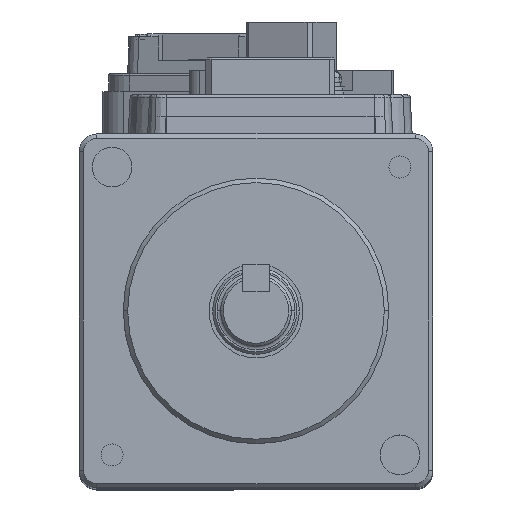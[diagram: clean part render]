
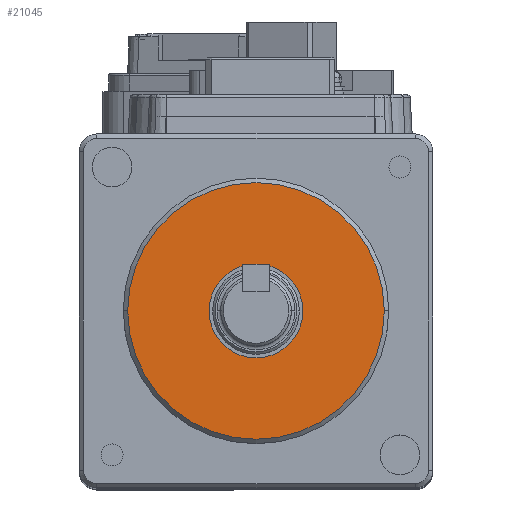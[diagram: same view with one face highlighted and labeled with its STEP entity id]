
A CAD part, top view. The second image highlights one B-rep face of the part: STEP entity #21045.
In plain terms, the highlighted planar face has unit normal (0, 0, 1).
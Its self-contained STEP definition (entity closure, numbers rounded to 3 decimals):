
#11297 = CIRCLE ( 'NONE', #11333, 5.3 ) ;
#11314 = CIRCLE ( 'NONE', #11339, 5.3 ) ;
#11333 = AXIS2_PLACEMENT_3D ( 'NONE', #14523, #14490, #14482 ) ;
#11339 = AXIS2_PLACEMENT_3D ( 'NONE', #14528, #14537, #14538 ) ;
#11368 = AXIS2_PLACEMENT_3D ( 'NONE', #13665, #13661, #13686 ) ;
#11392 = CIRCLE ( 'NONE', #11368, 14.5 ) ;
#11402 = CIRCLE ( 'NONE', #11403, 14.5 ) ;
#11403 = AXIS2_PLACEMENT_3D ( 'NONE', #13612, #13630, #13625 ) ;
#13612 = CARTESIAN_POINT ( 'NONE',  ( 0., 0., 36. ) ) ;
#13625 = DIRECTION ( 'NONE',  ( 1., 0., 0. ) ) ;
#13630 = DIRECTION ( 'NONE',  ( 0., 0., 1. ) ) ;
#13661 = DIRECTION ( 'NONE',  ( 0., 0., 1. ) ) ;
#13665 = CARTESIAN_POINT ( 'NONE',  ( 0., 0., 36. ) ) ;
#13686 = DIRECTION ( 'NONE',  ( 1., 0., 0. ) ) ;
#14482 = DIRECTION ( 'NONE',  ( 1., 0., 0. ) ) ;
#14490 = DIRECTION ( 'NONE',  ( 0., 0., 1. ) ) ;
#14523 = CARTESIAN_POINT ( 'NONE',  ( 0., 0., 36. ) ) ;
#14528 = CARTESIAN_POINT ( 'NONE',  ( 0., 0., 36. ) ) ;
#14537 = DIRECTION ( 'NONE',  ( 0., 0., 1. ) ) ;
#14538 = DIRECTION ( 'NONE',  ( 1., 0., 0. ) ) ;
#19865 = DIRECTION ( 'NONE',  ( 0., 0., 1. ) ) ;
#19872 = FACE_BOUND ( 'NONE', #30277, .T. ) ;
#19877 = FACE_OUTER_BOUND ( 'NONE', #30338, .T. ) ;
#19884 = PLANE ( 'NONE',  #22439 ) ;
#19889 = DIRECTION ( 'NONE',  ( 1., 0., 0. ) ) ;
#19895 = CARTESIAN_POINT ( 'NONE',  ( 0., -44.141, 36. ) ) ;
#21045 = ADVANCED_FACE ( 'NONE', ( #19877, #19872 ), #19884, .T. ) ;
#22439 = AXIS2_PLACEMENT_3D ( 'NONE', #19895, #19865, #19889 ) ;
#26929 = VERTEX_POINT ( 'NONE', #40891 ) ;
#26973 = VERTEX_POINT ( 'NONE', #40838 ) ;
#27031 = VERTEX_POINT ( 'NONE', #40936 ) ;
#27040 = VERTEX_POINT ( 'NONE', #39576 ) ;
#30277 = EDGE_LOOP ( 'NONE', ( #57915, #57957 ) ) ;
#30338 = EDGE_LOOP ( 'NONE', ( #57931, #57956 ) ) ;
#39576 = CARTESIAN_POINT ( 'NONE',  ( -5.3, 0., 36. ) ) ;
#40838 = CARTESIAN_POINT ( 'NONE',  ( 5.3, 0., 36. ) ) ;
#40891 = CARTESIAN_POINT ( 'NONE',  ( 14.5, 0., 36. ) ) ;
#40936 = CARTESIAN_POINT ( 'NONE',  ( -14.5, 0., 36. ) ) ;
#44540 = EDGE_CURVE ( 'NONE', #27040, #26973, #11297, .T. ) ;
#44556 = EDGE_CURVE ( 'NONE', #26973, #27040, #11314, .T. ) ;
#44633 = EDGE_CURVE ( 'NONE', #27031, #26929, #11402, .T. ) ;
#44651 = EDGE_CURVE ( 'NONE', #26929, #27031, #11392, .T. ) ;
#57915 = ORIENTED_EDGE ( 'NONE', *, *, #44556, .F. ) ;
#57931 = ORIENTED_EDGE ( 'NONE', *, *, #44633, .T. ) ;
#57956 = ORIENTED_EDGE ( 'NONE', *, *, #44651, .T. ) ;
#57957 = ORIENTED_EDGE ( 'NONE', *, *, #44540, .F. ) ;
